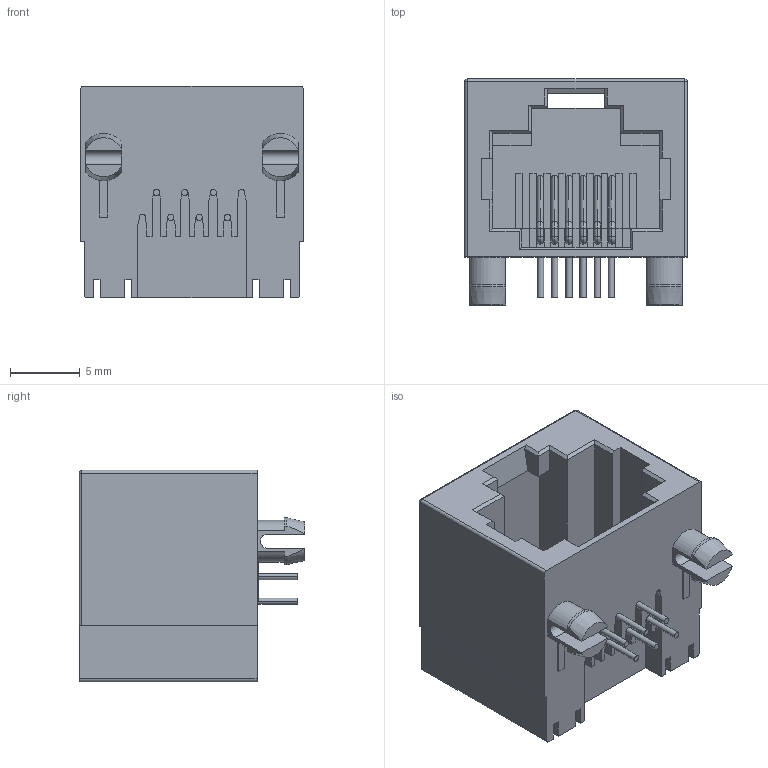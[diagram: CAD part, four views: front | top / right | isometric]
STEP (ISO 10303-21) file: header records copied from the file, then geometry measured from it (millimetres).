
FILE_DESCRIPTION((''),'2;1');
FILE_NAME('DGKYD561188IWA1DY128','2024-08-22T15:20:52',('DGKYD'),(''),'CREO PARAMETRIC BY PTC INC, 2019010','CREO PARAMETRIC BY PTC INC, 2019010','');
FILE_SCHEMA(('CONFIG_CONTROL_DESIGN'));
Length unit declared in the file: millimetre
Products named in the file (1): DGKYD561188IWA1DY128
Bounding box: 16 x 16.25 x 15.2 mm (x, y, z)
Volume: 1477.8 mm3; surface area: 2729.6 mm2
Topology: 1 solids, 1 shells, 361 faces, 985 edges, 634 vertices
Faces by surface type: plane 260, cylinder 71, torus 24, cone 4, sphere 2
Entity records: 11338 total; most frequent: CARTESIAN_POINT 2049, ORIENTED_EDGE 1966, DIRECTION 1879, EDGE_CURVE 983, VECTOR 781, LINE 781, VERTEX_POINT 634, AXIS2_PLACEMENT_3D 549
